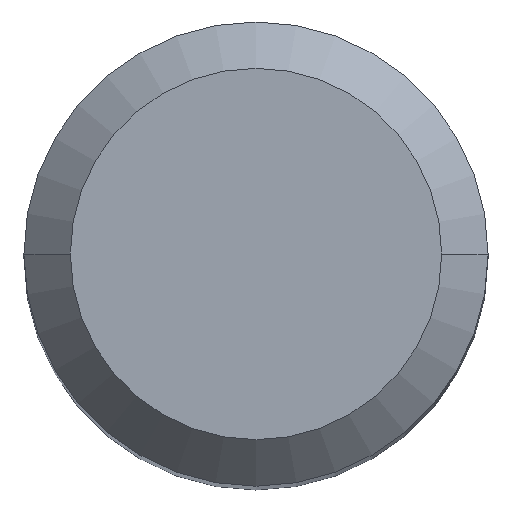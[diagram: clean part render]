
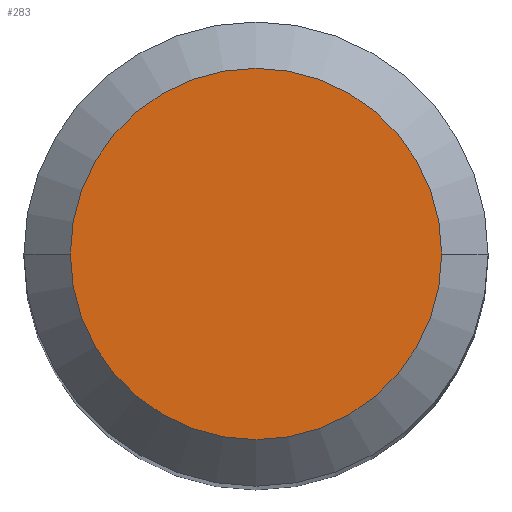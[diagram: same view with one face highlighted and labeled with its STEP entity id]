
A CAD part, top view. The second image highlights one B-rep face of the part: STEP entity #283.
In plain terms, the highlighted planar face has unit normal (0, 0, 1).
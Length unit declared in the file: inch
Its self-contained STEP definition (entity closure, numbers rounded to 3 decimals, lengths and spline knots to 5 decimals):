
#26 = AXIS2_PLACEMENT_3D ( 'NONE', #111, #440, #288 ) ;
#36 = DIRECTION ( 'NONE',  ( 1., 0., 0. ) ) ;
#78 = CIRCLE ( 'NONE', #474, 0.09448 ) ;
#95 = AXIS2_PLACEMENT_3D ( 'NONE', #378, #419, #410 ) ;
#111 = CARTESIAN_POINT ( 'NONE',  ( 0., 0., 0. ) ) ;
#115 = FACE_OUTER_BOUND ( 'NONE', #515, .T. ) ;
#157 = CARTESIAN_POINT ( 'NONE',  ( 0., 0., 0. ) ) ;
#202 = CARTESIAN_POINT ( 'NONE',  ( 0.09448, 0., 0. ) ) ;
#256 = ORIENTED_EDGE ( 'NONE', *, *, #426, .T. ) ;
#283 = ADVANCED_FACE ( 'NONE', ( #115 ), #479, .F. ) ;
#288 = DIRECTION ( 'NONE',  ( -1., 0., 0. ) ) ;
#292 = VERTEX_POINT ( 'NONE', #202 ) ;
#322 = EDGE_CURVE ( 'NONE', #292, #491, #78, .T. ) ;
#378 = CARTESIAN_POINT ( 'NONE',  ( 0., 0., 0. ) ) ;
#402 = DIRECTION ( 'NONE',  ( 0., 0., 1. ) ) ;
#407 = ORIENTED_EDGE ( 'NONE', *, *, #322, .T. ) ;
#410 = DIRECTION ( 'NONE',  ( 1., 0., 0. ) ) ;
#419 = DIRECTION ( 'NONE',  ( 0., 0., 1. ) ) ;
#426 = EDGE_CURVE ( 'NONE', #491, #292, #476, .T. ) ;
#429 = CARTESIAN_POINT ( 'NONE',  ( -0.09448, 0., 0. ) ) ;
#440 = DIRECTION ( 'NONE',  ( 0., 0., -1. ) ) ;
#474 = AXIS2_PLACEMENT_3D ( 'NONE', #157, #402, #36 ) ;
#476 = CIRCLE ( 'NONE', #95, 0.09448 ) ;
#479 = PLANE ( 'NONE',  #26 ) ;
#491 = VERTEX_POINT ( 'NONE', #429 ) ;
#515 = EDGE_LOOP ( 'NONE', ( #256, #407 ) ) ;
